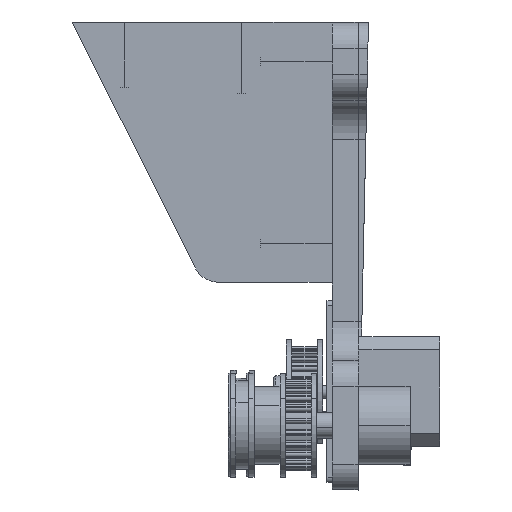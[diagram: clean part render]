
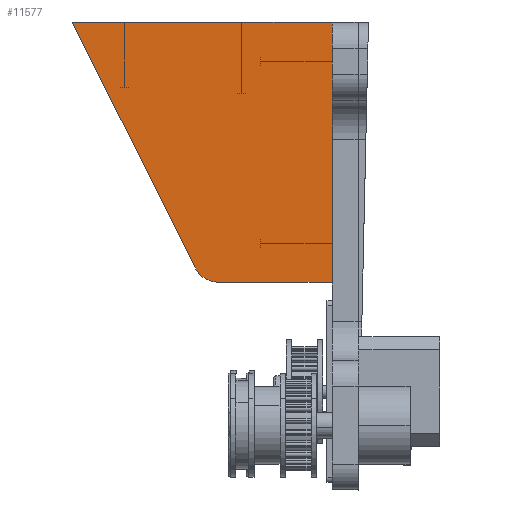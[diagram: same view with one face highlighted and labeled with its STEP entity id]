
A CAD part, left-side view. The second image highlights one B-rep face of the part: STEP entity #11577.
In plain terms, the highlighted face is planar.
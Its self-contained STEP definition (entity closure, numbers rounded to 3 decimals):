
#96 = VERTEX_POINT ( 'NONE', #14136 ) ;
#911 = CARTESIAN_POINT ( 'NONE',  ( 5.528, 52.764, 12. ) ) ;
#958 = DIRECTION ( 'NONE',  ( 0., 0., 1. ) ) ;
#1106 = DIRECTION ( 'NONE',  ( 1., 0., 0. ) ) ;
#1262 = ORIENTED_EDGE ( 'NONE', *, *, #10455, .T. ) ;
#2128 = DIRECTION ( 'NONE',  ( 0., 0., 1. ) ) ;
#3045 = DIRECTION ( 'NONE',  ( 0., 1., 0. ) ) ;
#3504 = EDGE_CURVE ( 'NONE', #96, #10284, #14570, .T. ) ;
#3599 = VERTEX_POINT ( 'NONE', #911 ) ;
#3636 = EDGE_LOOP ( 'NONE', ( #9615, #7559, #1262, #9291, #10623 ) ) ;
#3815 = AXIS2_PLACEMENT_3D ( 'NONE', #6755, #2128, #5625 ) ;
#3964 = LINE ( 'NONE', #11002, #11343 ) ;
#4455 = VERTEX_POINT ( 'NONE', #6493 ) ;
#4724 = EDGE_CURVE ( 'NONE', #10284, #3599, #3964, .T. ) ;
#5589 = CARTESIAN_POINT ( 'NONE',  ( 10., 43.82, 12. ) ) ;
#5625 = DIRECTION ( 'NONE',  ( 1., 0., 0. ) ) ;
#5729 = EDGE_CURVE ( 'NONE', #10631, #96, #11256, .T. ) ;
#6421 = CARTESIAN_POINT ( 'NONE',  ( 0., 0., 12. ) ) ;
#6493 = CARTESIAN_POINT ( 'NONE',  ( 0., 43.82, 12. ) ) ;
#6755 = CARTESIAN_POINT ( 'NONE',  ( 0., 0., 12. ) ) ;
#7559 = ORIENTED_EDGE ( 'NONE', *, *, #8183, .T. ) ;
#7594 = CARTESIAN_POINT ( 'NONE',  ( 100., 100., 12. ) ) ;
#7743 = FACE_OUTER_BOUND ( 'NONE', #3636, .T. ) ;
#8183 = EDGE_CURVE ( 'NONE', #3599, #4455, #9430, .T. ) ;
#8563 = DIRECTION ( 'NONE',  ( -0.894, -0.447, 0. ) ) ;
#8897 = VECTOR ( 'NONE', #8981, 1000. ) ;
#8981 = DIRECTION ( 'NONE',  ( 1., 0., 0. ) ) ;
#9291 = ORIENTED_EDGE ( 'NONE', *, *, #5729, .T. ) ;
#9430 = CIRCLE ( 'NONE', #14518, 10. ) ;
#9615 = ORIENTED_EDGE ( 'NONE', *, *, #4724, .T. ) ;
#10284 = VERTEX_POINT ( 'NONE', #7594 ) ;
#10314 = CARTESIAN_POINT ( 'NONE',  ( 0., 0., 12. ) ) ;
#10455 = EDGE_CURVE ( 'NONE', #4455, #10631, #13585, .T. ) ;
#10623 = ORIENTED_EDGE ( 'NONE', *, *, #3504, .T. ) ;
#10631 = VERTEX_POINT ( 'NONE', #13052 ) ;
#11002 = CARTESIAN_POINT ( 'NONE',  ( 0., 50., 12. ) ) ;
#11226 = DIRECTION ( 'NONE',  ( 0., -1., 0. ) ) ;
#11256 = LINE ( 'NONE', #6421, #8897 ) ;
#11283 = CARTESIAN_POINT ( 'NONE',  ( 100., 0., 12. ) ) ;
#11343 = VECTOR ( 'NONE', #8563, 1000. ) ;
#11577 = ADVANCED_FACE ( 'NONE', ( #7743 ), #12375, .T. ) ;
#12218 = VECTOR ( 'NONE', #11226, 1000. ) ;
#12375 = PLANE ( 'NONE',  #3815 ) ;
#13052 = CARTESIAN_POINT ( 'NONE',  ( 0., 0., 12. ) ) ;
#13585 = LINE ( 'NONE', #10314, #12218 ) ;
#13708 = VECTOR ( 'NONE', #3045, 1000. ) ;
#14136 = CARTESIAN_POINT ( 'NONE',  ( 100., 0., 12. ) ) ;
#14518 = AXIS2_PLACEMENT_3D ( 'NONE', #5589, #958, #1106 ) ;
#14570 = LINE ( 'NONE', #11283, #13708 ) ;
